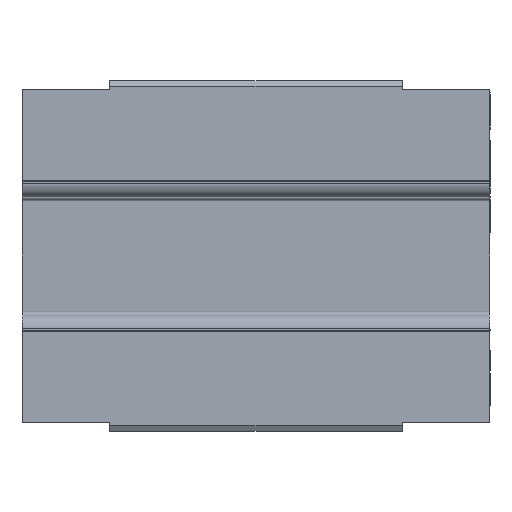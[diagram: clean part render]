
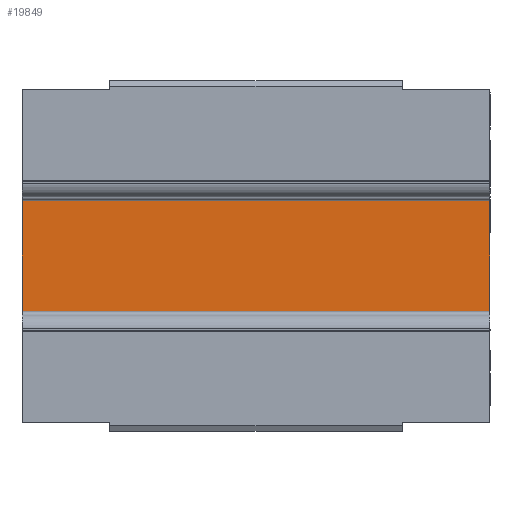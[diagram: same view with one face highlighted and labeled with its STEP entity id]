
A CAD part, front view. The second image highlights one B-rep face of the part: STEP entity #19849.
In plain terms, the highlighted planar face has unit normal (0, -1, 0).
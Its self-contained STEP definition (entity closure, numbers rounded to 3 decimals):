
#134 = EDGE_CURVE ( 'NONE', #13091, #13612, #9809, .T. ) ;
#3281 = CARTESIAN_POINT ( 'NONE',  ( -18., 3.5, 0. ) ) ;
#3288 = PLANE ( 'NONE',  #10508 ) ;
#3293 = DIRECTION ( 'NONE',  ( 0., 1., 0. ) ) ;
#3294 = DIRECTION ( 'NONE',  ( 0., 0., 1. ) ) ;
#5221 = DIRECTION ( 'NONE',  ( 1., 0., 0. ) ) ;
#5223 = CARTESIAN_POINT ( 'NONE',  ( -7., 3.5, -2.3 ) ) ;
#7895 = EDGE_LOOP ( 'NONE', ( #8547, #8550, #8552, #8555 ) ) ;
#8547 = ORIENTED_EDGE ( 'NONE', *, *, #13631, .T. ) ;
#8550 = ORIENTED_EDGE ( 'NONE', *, *, #134, .T. ) ;
#8552 = ORIENTED_EDGE ( 'NONE', *, *, #13663, .T. ) ;
#8555 = ORIENTED_EDGE ( 'NONE', *, *, #22617, .T. ) ;
#9809 = LINE ( 'NONE', #5223, #9810 ) ;
#9810 = VECTOR ( 'NONE', #5221, 1000. ) ;
#9935 = CARTESIAN_POINT ( 'NONE',  ( -23., 3.5, 2.3 ) ) ;
#9942 = DIRECTION ( 'NONE',  ( -1., 0., 0. ) ) ;
#10508 = AXIS2_PLACEMENT_3D ( 'NONE', #3281, #3293, #3294 ) ;
#13091 = VERTEX_POINT ( 'NONE', #23764 ) ;
#13109 = VERTEX_POINT ( 'NONE', #23782 ) ;
#13596 = VERTEX_POINT ( 'NONE', #23903 ) ;
#13612 = VERTEX_POINT ( 'NONE', #23919 ) ;
#13631 = EDGE_CURVE ( 'NONE', #13109, #13091, #24453, .T. ) ;
#13663 = EDGE_CURVE ( 'NONE', #13612, #13596, #24489, .T. ) ;
#19849 = ADVANCED_FACE ( 'NONE', ( #24770 ), #3288, .F. ) ;
#22617 = EDGE_CURVE ( 'NONE', #13596, #13109, #25010, .T. ) ;
#23764 = CARTESIAN_POINT ( 'NONE',  ( -23., 3.5, -2.3 ) ) ;
#23782 = CARTESIAN_POINT ( 'NONE',  ( -23., 3.5, 2.3 ) ) ;
#23903 = CARTESIAN_POINT ( 'NONE',  ( -7., 3.5, 2.3 ) ) ;
#23919 = CARTESIAN_POINT ( 'NONE',  ( -7., 3.5, -2.3 ) ) ;
#23964 = CARTESIAN_POINT ( 'NONE',  ( -23., 3.5, -2.5 ) ) ;
#23965 = DIRECTION ( 'NONE',  ( 0., 0., -1. ) ) ;
#24211 = CARTESIAN_POINT ( 'NONE',  ( -7., 3.5, -2.5 ) ) ;
#24212 = DIRECTION ( 'NONE',  ( 0., 0., 1. ) ) ;
#24453 = LINE ( 'NONE', #23964, #24454 ) ;
#24454 = VECTOR ( 'NONE', #23965, 1000. ) ;
#24489 = LINE ( 'NONE', #24211, #24490 ) ;
#24490 = VECTOR ( 'NONE', #24212, 1000. ) ;
#24770 = FACE_OUTER_BOUND ( 'NONE', #7895, .T. ) ;
#25010 = LINE ( 'NONE', #9935, #25013 ) ;
#25013 = VECTOR ( 'NONE', #9942, 1000. ) ;
